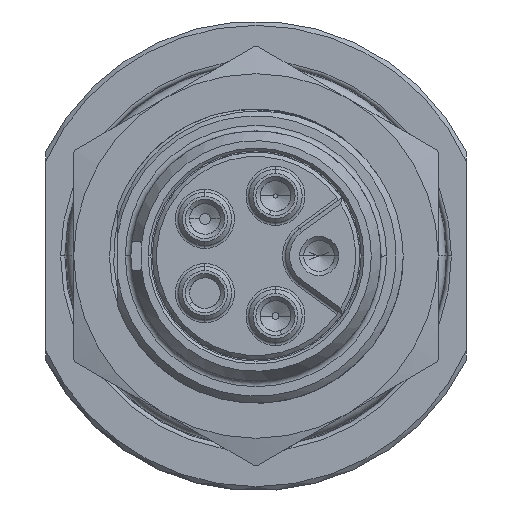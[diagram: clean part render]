
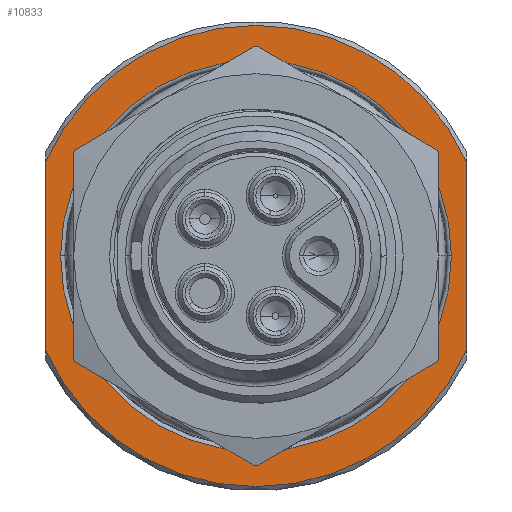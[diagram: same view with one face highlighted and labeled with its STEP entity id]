
A CAD part, left-side view. The second image highlights one B-rep face of the part: STEP entity #10833.
In plain terms, the highlighted planar face has unit normal (-1, 0, 0).
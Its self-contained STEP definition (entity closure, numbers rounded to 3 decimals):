
#108=CARTESIAN_POINT('',(20.5,15.274,-16.75));
#109=DIRECTION('',(-1.,0.,0.));
#110=DIRECTION('',(0.,0.912,-0.411));
#111=AXIS2_PLACEMENT_3D('',#108,#109,#110);
#132=DIRECTION('',(0.,0.,1.));
#133=VECTOR('',#132,13.506);
#134=CARTESIAN_POINT('',(20.5,30.274,-23.503));
#135=LINE('945',#134,#133);
#136=DIRECTION('',(0.,0.,-1.));
#137=VECTOR('',#136,13.506);
#138=CARTESIAN_POINT('',(20.5,0.274,-9.997));
#139=LINE('944',#138,#137);
#140=CARTESIAN_POINT('',(20.5,15.274,-16.75));
#141=DIRECTION('',(1.,0.,0.));
#142=DIRECTION('',(0.,0.912,0.411));
#143=AXIS2_PLACEMENT_3D('',#140,#141,#142);
#164=CARTESIAN_POINT('',(20.5,15.274,-16.75));
#165=DIRECTION('',(1.,0.,0.));
#166=DIRECTION('',(0.,1.,0.));
#167=AXIS2_PLACEMENT_3D('',#164,#165,#166);
#179=CARTESIAN_POINT('',(20.5,15.274,-16.75));
#180=DIRECTION('',(1.,0.,0.));
#181=DIRECTION('',(0.,-1.,0.));
#182=AXIS2_PLACEMENT_3D('',#179,#180,#181);
#9286=CARTESIAN_POINT('',(20.5,29.212,-16.75));
#9287=CARTESIAN_POINT('',(20.5,1.335,-16.75));
#9288=VERTEX_POINT('',#9286);
#9289=VERTEX_POINT('',#9287);
#9338=CARTESIAN_POINT('',(20.5,30.274,-9.997));
#9339=CARTESIAN_POINT('',(20.5,0.274,-9.997));
#9340=VERTEX_POINT('',#9338);
#9341=VERTEX_POINT('',#9339);
#9354=CARTESIAN_POINT('',(20.5,30.274,-23.503));
#9355=CARTESIAN_POINT('',(20.5,0.274,-23.503));
#9356=VERTEX_POINT('',#9354);
#9357=VERTEX_POINT('',#9355);
#10815=CARTESIAN_POINT('',(20.5,15.274,-16.75));
#10816=DIRECTION('',(1.,0.,0.));
#10817=DIRECTION('',(0.,-1.,0.));
#10818=AXIS2_PLACEMENT_3D('',#10815,#10816,#10817);
#10819=PLANE('247',#10818);
#10820=ORIENTED_EDGE('945',*,*,#10716,.T.);
#10822=ORIENTED_EDGE('926',*,*,#10821,.T.);
#10823=ORIENTED_EDGE('944',*,*,#10767,.T.);
#10824=ORIENTED_EDGE('936',*,*,#10807,.F.);
#10825=EDGE_LOOP('247',(#10820,#10822,#10823,#10824));
#10826=FACE_OUTER_BOUND('247',#10825,.F.);
#10828=ORIENTED_EDGE('884',*,*,#10827,.F.);
#10830=ORIENTED_EDGE('886',*,*,#10829,.F.);
#10831=EDGE_LOOP('247',(#10828,#10830));
#10832=FACE_BOUND('247',#10831,.F.);
#112=CIRCLE('936',#111,16.45);
#144=CIRCLE('926',#143,16.45);
#168=CIRCLE('884',#167,13.939);
#183=CIRCLE('886',#182,13.939);
#10716=EDGE_CURVE('945',#9356,#9340,#135,.T.);
#10767=EDGE_CURVE('944',#9341,#9357,#139,.T.);
#10807=EDGE_CURVE('936',#9356,#9357,#112,.T.);
#10821=EDGE_CURVE('926',#9340,#9341,#144,.T.);
#10827=EDGE_CURVE('884',#9288,#9289,#168,.T.);
#10829=EDGE_CURVE('886',#9289,#9288,#183,.T.);
#10833=ADVANCED_FACE('247',(#10826,#10832),#10819,.F.);
